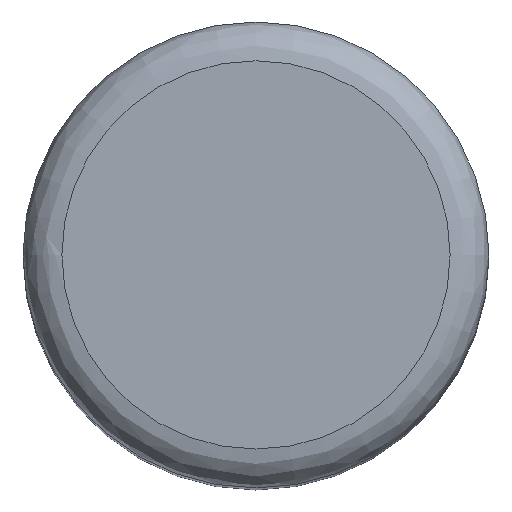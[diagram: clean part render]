
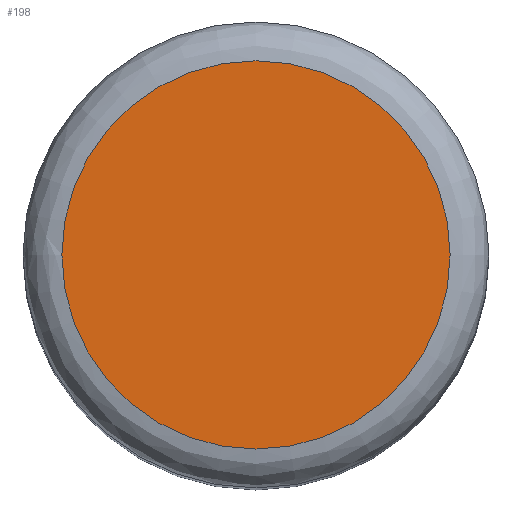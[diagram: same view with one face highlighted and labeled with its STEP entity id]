
A CAD part, top view. The second image highlights one B-rep face of the part: STEP entity #198.
In plain terms, the highlighted planar face has unit normal (0, 0, 1).
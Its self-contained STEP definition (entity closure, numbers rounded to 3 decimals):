
#27=DIRECTION('',(0.,0.,1.));
#40=DIRECTION('',(-1.,0.,0.));
#63=CARTESIAN_POINT('',(0.95,0.,9.46));
#67=ORIENTED_EDGE('',*,*,#68,.T.);
#68=EDGE_CURVE('',#69,#69,#71,.T.);
#69=VERTEX_POINT('',#70);
#70=CARTESIAN_POINT('',(-0.3,0.,9.46));
#71=CIRCLE('',#72,1.25);
#72=AXIS2_PLACEMENT_3D('',#63,#27,#40);
#198=ADVANCED_FACE('',(#199),#201,.T.);
#199=FACE_BOUND('',#200,.T.);
#200=EDGE_LOOP('',(#67));
#201=PLANE('',#72);
